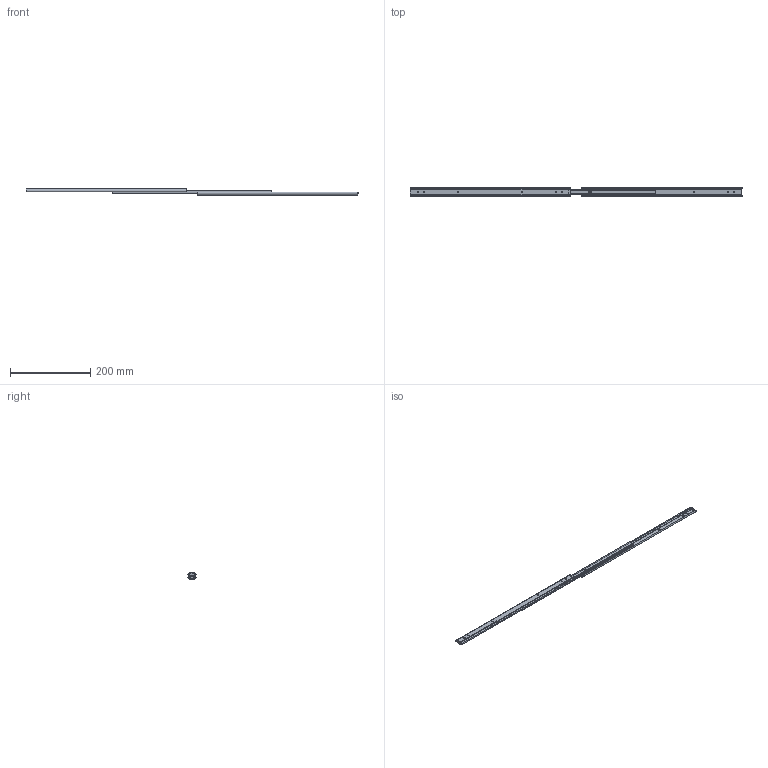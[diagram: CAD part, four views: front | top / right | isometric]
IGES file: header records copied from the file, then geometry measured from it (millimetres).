
Start section: SolidWorks IGES file using analytic representation for surfaces
Global section: file name: KC-284-40.IGS,15; native system: HSolidWorks 2014; preprocessor: SolidWorks 2014; author: 1337yo; date: 190606.092443; units: millimetre
Bounding box: 829 x 19.99 x 16 mm (x, y, z)
Surface area: 77167.8 mm2 (no closed solid volume)
Topology: 0 solids, 0 shells, 188 faces, 2620 edges, 2620 vertices
Faces by surface type: revolution 100, bspline 88
